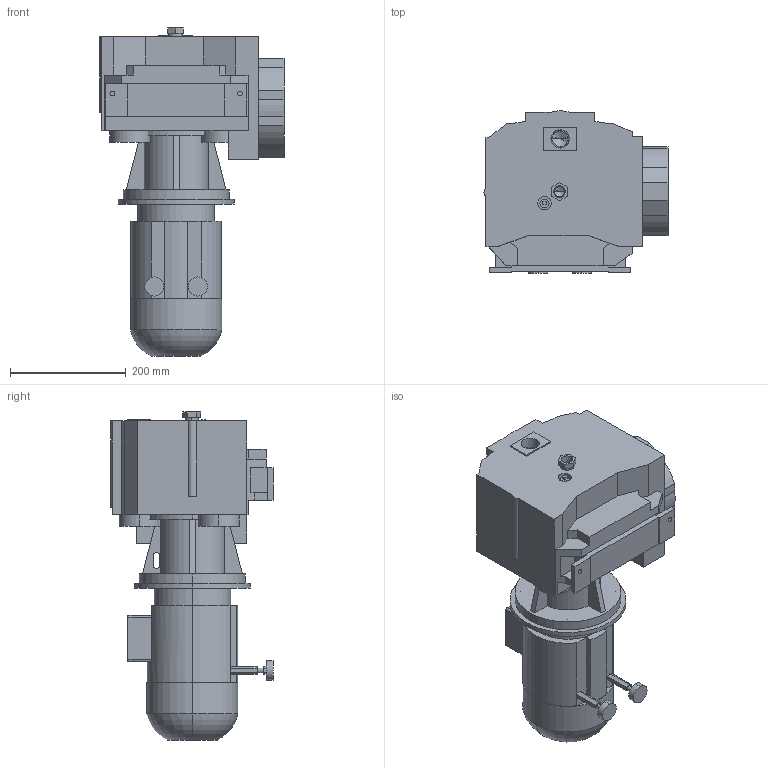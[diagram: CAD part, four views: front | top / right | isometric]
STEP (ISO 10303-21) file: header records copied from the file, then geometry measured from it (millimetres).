
FILE_DESCRIPTION (( 'STEP AP214' ), '1' );
FILE_NAME ('GVS-500E_501E.STEP', '2016-07-22T02:51:12', ( 'admin' ), ( 'Microsoft' ), 'SwSTEP 2.0', 'SolidWorks 2014', '' );
FILE_SCHEMA (( 'AUTOMOTIVE_DESIGN' ));
Length unit declared in the file: millimetre
Products named in the file (5): GVS_t-box_蹬怮椔; GVS-500E_t-motor_蹬怮椔; GVS-500E_Brgcase_蹬怮椔; GVS-500E_pump_蹬怮椔; GVS-500E_501E
Assembly tree (4 placements, depth 2):
  GVS-500E_501E
    GVS-500E_pump_蹬怮椔
    GVS-500E_Brgcase_蹬怮椔
    GVS-500E_t-motor_蹬怮椔
    GVS_t-box_蹬怮椔
Bounding box: 317.33 x 279.5 x 565.7 mm (x, y, z)
Volume: 17632592 mm3; surface area: 774693.5 mm2
Topology: 4 solids, 4 shells, 309 faces, 769 edges, 492 vertices
Faces by surface type: plane 182, cylinder 97, cone 26, torus 4
Entity records: 9275 total; most frequent: DIRECTION 1595, CARTESIAN_POINT 1557, ORIENTED_EDGE 1498, EDGE_CURVE 749, VECTOR 535, LINE 535, AXIS2_PLACEMENT_3D 530, VERTEX_POINT 492
